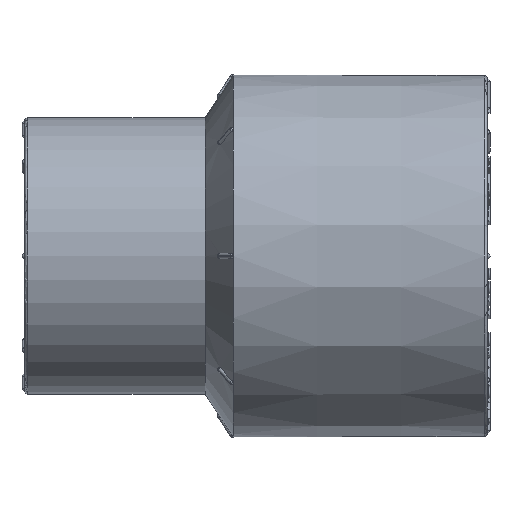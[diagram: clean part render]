
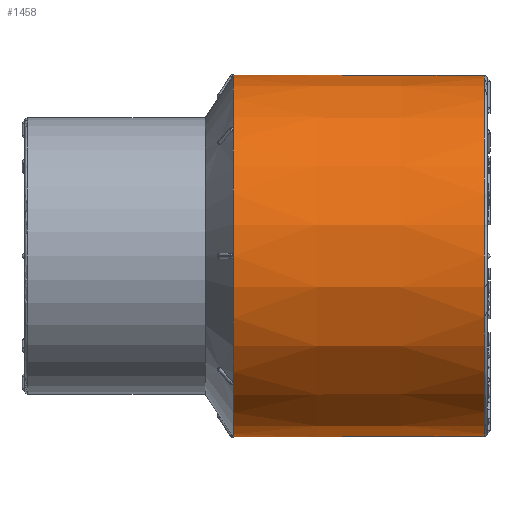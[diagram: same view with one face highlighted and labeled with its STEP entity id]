
A CAD part, left-side view. The second image highlights one B-rep face of the part: STEP entity #1458.
In plain terms, the highlighted conical face has half-angle 0.127 degrees and reference radius 16 mm.
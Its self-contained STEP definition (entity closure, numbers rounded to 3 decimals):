
#1437=CONICAL_SURFACE('',#23592,16.,0.127);
#1458=ADVANCED_FACE('',(#6471,#6472),#1437,.T.);
#6245=CIRCLE('',#23511,16.05);
#6313=CIRCLE('',#23591,16.001);
#6471=FACE_BOUND('',#6570,.T.);
#6472=FACE_BOUND('',#6571,.T.);
#6570=EDGE_LOOP('',(#8938));
#6571=EDGE_LOOP('',(#8939));
#8938=ORIENTED_EDGE('',*,*,#18628,.T.);
#8939=ORIENTED_EDGE('',*,*,#18456,.T.);
#16040=VERTEX_POINT('',#34439);
#16186=VERTEX_POINT('',#35511);
#18456=EDGE_CURVE('',#16040,#16040,#6245,.T.);
#18628=EDGE_CURVE('',#16186,#16186,#6313,.T.);
#23511=AXIS2_PLACEMENT_3D('',#34438,#25049,#25050);
#23591=AXIS2_PLACEMENT_3D('',#35510,#25231,#25232);
#23592=AXIS2_PLACEMENT_3D('',#35512,#25233,#25234);
#25049=DIRECTION('',(0.,-1.,0.));
#25050=DIRECTION('',(0.,0.,-1.));
#25231=DIRECTION('',(0.,1.,0.));
#25232=DIRECTION('',(0.,0.,-1.));
#25233=DIRECTION('',(0.,1.,0.));
#25234=DIRECTION('',(0.,0.,1.));
#34438=CARTESIAN_POINT('',(8125.368,-250.559,0.));
#34439=CARTESIAN_POINT('',(8125.368,-250.559,-16.05));
#35510=CARTESIAN_POINT('',(8125.368,-272.809,0.));
#35511=CARTESIAN_POINT('',(8125.368,-272.809,-16.001));
#35512=CARTESIAN_POINT('',(8125.368,-273.059,0.));
